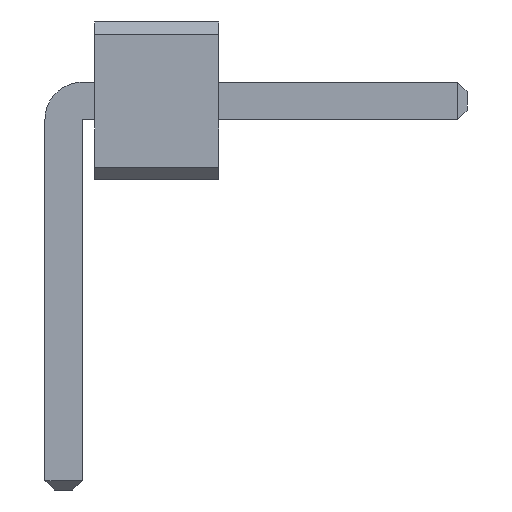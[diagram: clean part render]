
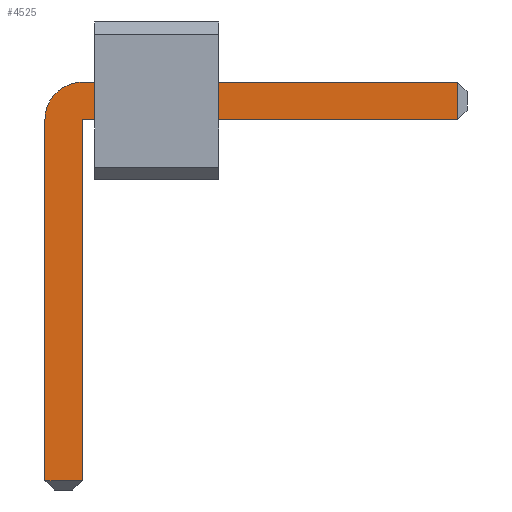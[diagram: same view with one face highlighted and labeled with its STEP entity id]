
A CAD part, front view. The second image highlights one B-rep face of the part: STEP entity #4525.
In plain terms, the highlighted planar face has unit normal (0, -1, 0).
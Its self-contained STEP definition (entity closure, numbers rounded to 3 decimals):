
#13=DIRECTION('',(0.,0.,1.));
#2050=VECTOR('',#13,1.);
#4296=DIRECTION('',(0.,0.,-1.));
#4328=VECTOR('',#4329,1.);
#4329=DIRECTION('',(1.,0.,0.));
#4335=VECTOR('',#4296,1.);
#4342=VECTOR('',#4343,1.);
#4343=DIRECTION('',(-1.,0.,0.));
#4364=DIRECTION('',(-0.,1.,0.));
#4368=DIRECTION('',(0.,1.,0.));
#4369=DIRECTION('',(0.,0.,1.));
#4376=VERTEX_POINT('',#4377);
#4377=CARTESIAN_POINT('',(0.15,-34.15,0.785));
#4379=ORIENTED_EDGE('',*,*,#4380,.T.);
#4380=EDGE_CURVE('',#4376,#4381,#4383,.T.);
#4381=VERTEX_POINT('',#4382);
#4382=CARTESIAN_POINT('',(3.175,-34.15,0.785));
#4383=LINE('',#4384,#4328);
#4384=CARTESIAN_POINT('',(-0.15,-34.15,0.785));
#4421=EDGE_CURVE('',#4422,#4376,#4424,.T.);
#4422=VERTEX_POINT('',#4423);
#4423=CARTESIAN_POINT('',(-0.15,-34.15,0.485));
#4424=CIRCLE('',#4425,0.3);
#4425=AXIS2_PLACEMENT_3D('',#4426,#4364,#4296);
#4426=CARTESIAN_POINT('',(0.15,-34.15,0.485));
#4438=VERTEX_POINT('',#4439);
#4439=CARTESIAN_POINT('',(3.175,-34.15,0.485));
#4441=ORIENTED_EDGE('',*,*,#4442,.T.);
#4442=EDGE_CURVE('',#4438,#4443,#4444,.T.);
#4443=VERTEX_POINT('',#4426);
#4444=LINE('',#4445,#4342);
#4445=CARTESIAN_POINT('',(3.25,-34.15,0.485));
#4457=VERTEX_POINT('',#4458);
#4458=CARTESIAN_POINT('',(-0.15,-34.15,-2.425));
#4460=ORIENTED_EDGE('',*,*,#4461,.T.);
#4461=EDGE_CURVE('',#4457,#4422,#4462,.T.);
#4462=LINE('',#4463,#2050);
#4463=CARTESIAN_POINT('',(-0.15,-34.15,-2.5));
#4471=ORIENTED_EDGE('',*,*,#4472,.T.);
#4472=EDGE_CURVE('',#4443,#4473,#4475,.T.);
#4473=VERTEX_POINT('',#4474);
#4474=CARTESIAN_POINT('',(0.15,-34.15,-2.425));
#4475=LINE('',#4426,#4335);
#4525=ADVANCED_FACE('',(#4526),#4535,.F.);
#4526=FACE_BOUND('',#4527,.F.);
#4527=EDGE_LOOP('',(#4379,#4528,#4441,#4471,#4531,#4460,#4534));
#4528=ORIENTED_EDGE('',*,*,#4529,.T.);
#4529=EDGE_CURVE('',#4381,#4438,#4530,.T.);
#4530=LINE('',#4382,#4335);
#4531=ORIENTED_EDGE('',*,*,#4532,.T.);
#4532=EDGE_CURVE('',#4473,#4457,#4533,.T.);
#4533=LINE('',#4474,#4342);
#4534=ORIENTED_EDGE('',*,*,#4421,.T.);
#4535=PLANE('',#4536);
#4536=AXIS2_PLACEMENT_3D('',#4537,#4368,#4369);
#4537=CARTESIAN_POINT('',(0.858,-34.15,-0.165));
